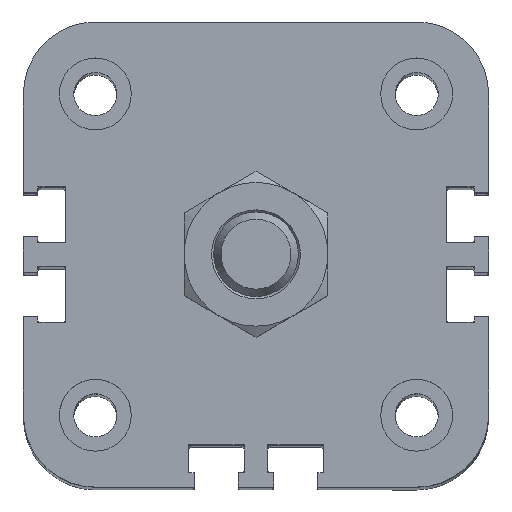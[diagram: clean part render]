
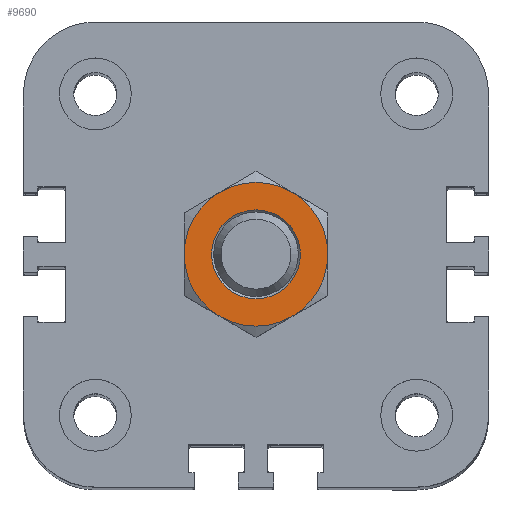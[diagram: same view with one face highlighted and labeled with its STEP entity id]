
A CAD part, top view. The second image highlights one B-rep face of the part: STEP entity #9690.
In plain terms, the highlighted face is planar.
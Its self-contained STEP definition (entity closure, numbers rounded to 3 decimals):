
#9594=CARTESIAN_POINT('',(-5.25,0.,0.0));
#9595=VERTEX_POINT('',#9594);
#9596=CARTESIAN_POINT('',(0.0,0.0,0.0));
#9597=DIRECTION('',(0.0,0.0,-1.0));
#9598=DIRECTION('',(1.0,0.0,0.0));
#9599=AXIS2_PLACEMENT_3D('',#9596,#9597,#9598);
#9600=CIRCLE('',#9599,5.25);
#9601=EDGE_CURVE('',#9595,#9595,#9600,.T.);
#9626=CARTESIAN_POINT('',(0.,0.,0.0));
#9627=DIRECTION('',(0.0,0.0,1.0));
#9628=DIRECTION('',(1.0,0.0,0.0));
#9629=AXIS2_PLACEMENT_3D('',#9626,#9627,#9628);
#9630=PLANE('',#9629);
#9631=CARTESIAN_POINT('',(-7.361,4.25,0.));
#9632=VERTEX_POINT('',#9631);
#9633=CARTESIAN_POINT('',(0.,8.5,0.));
#9634=VERTEX_POINT('',#9633);
#9635=CARTESIAN_POINT('',(0.0,0.0,0.0));
#9636=DIRECTION('',(0.0,0.0,-1.0));
#9637=DIRECTION('',(1.0,0.0,0.0));
#9638=AXIS2_PLACEMENT_3D('',#9635,#9636,#9637);
#9639=CIRCLE('',#9638,8.5);
#9640=EDGE_CURVE('',#9632,#9634,#9639,.T.);
#9641=ORIENTED_EDGE('',*,*,#9640,.T.);
#9642=CARTESIAN_POINT('',(7.361,4.25,0.));
#9643=VERTEX_POINT('',#9642);
#9644=CARTESIAN_POINT('',(0.0,0.0,0.0));
#9645=DIRECTION('',(0.0,0.0,-1.0));
#9646=DIRECTION('',(1.0,0.0,0.0));
#9647=AXIS2_PLACEMENT_3D('',#9644,#9645,#9646);
#9648=CIRCLE('',#9647,8.5);
#9649=EDGE_CURVE('',#9634,#9643,#9648,.T.);
#9650=ORIENTED_EDGE('',*,*,#9649,.T.);
#9651=CARTESIAN_POINT('',(7.361,-4.25,0.));
#9652=VERTEX_POINT('',#9651);
#9653=CARTESIAN_POINT('',(0.0,0.0,0.0));
#9654=DIRECTION('',(0.0,0.0,-1.0));
#9655=DIRECTION('',(1.0,0.0,0.0));
#9656=AXIS2_PLACEMENT_3D('',#9653,#9654,#9655);
#9657=CIRCLE('',#9656,8.5);
#9658=EDGE_CURVE('',#9643,#9652,#9657,.T.);
#9659=ORIENTED_EDGE('',*,*,#9658,.T.);
#9660=CARTESIAN_POINT('',(0.,-8.5,0.));
#9661=VERTEX_POINT('',#9660);
#9662=CARTESIAN_POINT('',(0.0,0.0,0.0));
#9663=DIRECTION('',(0.0,0.0,-1.0));
#9664=DIRECTION('',(1.0,0.0,0.0));
#9665=AXIS2_PLACEMENT_3D('',#9662,#9663,#9664);
#9666=CIRCLE('',#9665,8.5);
#9667=EDGE_CURVE('',#9652,#9661,#9666,.T.);
#9668=ORIENTED_EDGE('',*,*,#9667,.T.);
#9669=CARTESIAN_POINT('',(-7.361,-4.25,0.));
#9670=VERTEX_POINT('',#9669);
#9671=CARTESIAN_POINT('',(0.0,0.0,0.0));
#9672=DIRECTION('',(0.0,0.0,-1.0));
#9673=DIRECTION('',(1.0,0.0,0.0));
#9674=AXIS2_PLACEMENT_3D('',#9671,#9672,#9673);
#9675=CIRCLE('',#9674,8.5);
#9676=EDGE_CURVE('',#9661,#9670,#9675,.T.);
#9677=ORIENTED_EDGE('',*,*,#9676,.T.);
#9678=CARTESIAN_POINT('',(0.0,0.0,0.0));
#9679=DIRECTION('',(0.0,0.0,-1.0));
#9680=DIRECTION('',(1.0,0.0,0.0));
#9681=AXIS2_PLACEMENT_3D('',#9678,#9679,#9680);
#9682=CIRCLE('',#9681,8.5);
#9683=EDGE_CURVE('',#9670,#9632,#9682,.T.);
#9684=ORIENTED_EDGE('',*,*,#9683,.T.);
#9685=EDGE_LOOP('',(#9641,#9650,#9659,#9668,#9677,#9684));
#9686=FACE_OUTER_BOUND('',#9685,.T.);
#9687=ORIENTED_EDGE('',*,*,#9601,.F.);
#9688=EDGE_LOOP('',(#9687));
#9689=FACE_BOUND('',#9688,.T.);
#9690=ADVANCED_FACE('',(#9686,#9689),#9630,.F.);
